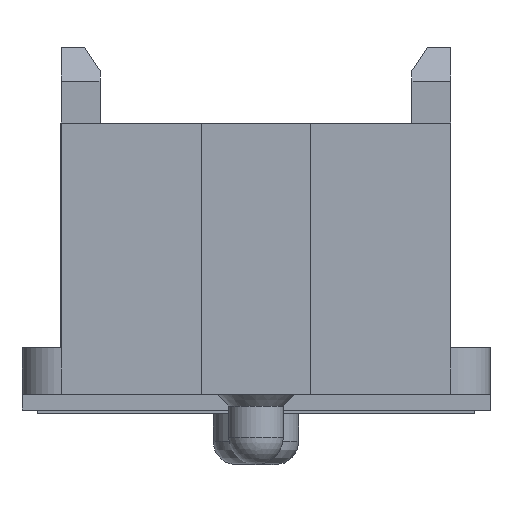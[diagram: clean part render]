
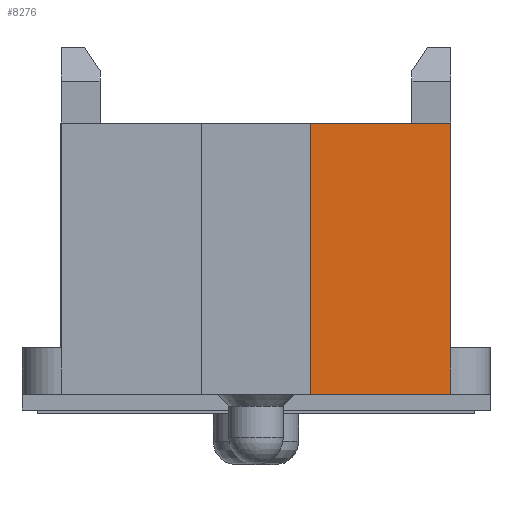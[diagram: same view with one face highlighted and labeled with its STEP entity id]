
A CAD part, left-side view. The second image highlights one B-rep face of the part: STEP entity #8276.
In plain terms, the highlighted planar face has unit normal (-1, 0, 0).
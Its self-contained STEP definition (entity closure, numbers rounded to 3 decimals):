
#495=FACE_OUTER_BOUND($,#996,.T.);
#996=EDGE_LOOP($,(#6737,#6738,#6739,#6740,#6741));
#1911=LINE($,#12843,#3000);
#1928=LINE($,#12880,#3017);
#1929=LINE($,#12883,#3018);
#1930=LINE($,#12885,#3019);
#1931=LINE($,#12886,#3020);
#3000=VECTOR($,#10523,1.8);
#3017=VECTOR($,#10546,0.6);
#3018=VECTOR($,#10549,2.88);
#3019=VECTOR($,#10550,1.8);
#3020=VECTOR($,#10551,3.48);
#3828=VERTEX_POINT($,#12839);
#3830=VERTEX_POINT($,#12842);
#3847=VERTEX_POINT($,#12878);
#3848=VERTEX_POINT($,#12882);
#3849=VERTEX_POINT($,#12884);
#4827=EDGE_CURVE($,#3830,#3828,#1911,.T.);
#4846=EDGE_CURVE($,#3828,#3847,#1928,.T.);
#4847=EDGE_CURVE($,#3847,#3848,#1929,.T.);
#4848=EDGE_CURVE($,#3849,#3848,#1930,.T.);
#4849=EDGE_CURVE($,#3830,#3849,#1931,.T.);
#6737=ORIENTED_EDGE($,*,*,#4846,.T.);
#6738=ORIENTED_EDGE($,*,*,#4847,.T.);
#6739=ORIENTED_EDGE($,*,*,#4848,.F.);
#6740=ORIENTED_EDGE($,*,*,#4849,.F.);
#6741=ORIENTED_EDGE($,*,*,#4827,.T.);
#7810=PLANE($,#8858);
#8276=ADVANCED_FACE($,(#495),#7810,.F.);
#8858=AXIS2_PLACEMENT_3D($,#12881,#10547,#10548);
#10523=DIRECTION($,(0.,-1.,0.));
#10546=DIRECTION($,(0.,0.,1.));
#10547=DIRECTION('center_axis',(1.,0.,0.));
#10548=DIRECTION('ref_axis',(0.,-1.,0.));
#10549=DIRECTION($,(0.,0.,1.));
#10550=DIRECTION($,(0.,-1.,0.));
#10551=DIRECTION($,(0.,0.,1.));
#12839=CARTESIAN_POINT('',(-22.9,-2.5,0.25));
#12842=CARTESIAN_POINT('',(-22.9,-0.7,0.25));
#12843=CARTESIAN_POINT($,(-22.9,-0.7,0.25));
#12878=CARTESIAN_POINT('',(-22.9,-2.5,0.85));
#12880=CARTESIAN_POINT($,(-22.9,-2.5,0.25));
#12881=CARTESIAN_POINT('Origin',(-22.9,-1.6,1.99));
#12882=CARTESIAN_POINT('',(-22.9,-2.5,3.73));
#12883=CARTESIAN_POINT($,(-22.9,-2.5,0.85));
#12884=CARTESIAN_POINT('',(-22.9,-0.7,3.73));
#12885=CARTESIAN_POINT($,(-22.9,-0.7,3.73));
#12886=CARTESIAN_POINT($,(-22.9,-0.7,0.25));
